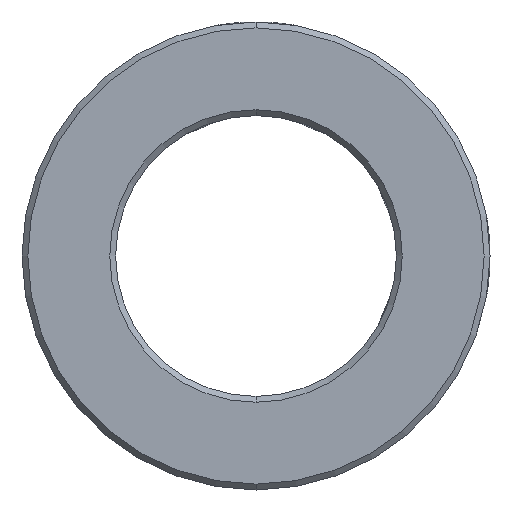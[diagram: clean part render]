
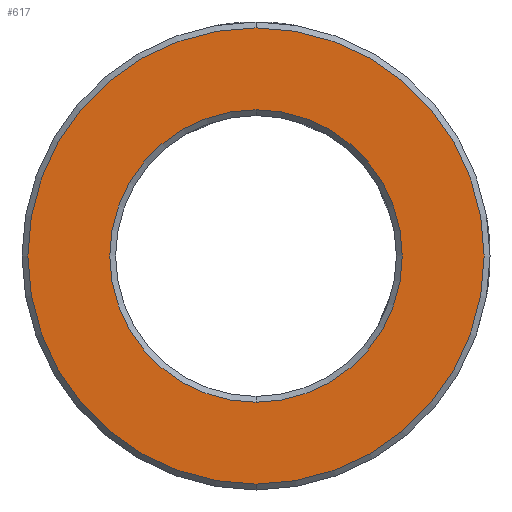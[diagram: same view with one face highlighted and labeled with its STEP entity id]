
A CAD part, front view. The second image highlights one B-rep face of the part: STEP entity #617.
In plain terms, the highlighted planar face has unit normal (0, -1, 0).
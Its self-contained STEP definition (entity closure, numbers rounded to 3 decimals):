
#31 = VERTEX_POINT ( 'NONE', #584 ) ;
#37 = EDGE_CURVE ( 'NONE', #704, #31, #267, .T. ) ;
#38 = DIRECTION ( 'NONE',  ( 0., 1., 0. ) ) ;
#55 = CARTESIAN_POINT ( 'NONE',  ( 0., 0., 0. ) ) ;
#63 = ORIENTED_EDGE ( 'NONE', *, *, #206, .T. ) ;
#95 = DIRECTION ( 'NONE',  ( 0., 0., 1. ) ) ;
#133 = DIRECTION ( 'NONE',  ( 0., -1., 0. ) ) ;
#206 = EDGE_CURVE ( 'NONE', #31, #704, #302, .T. ) ;
#239 = ORIENTED_EDGE ( 'NONE', *, *, #37, .T. ) ;
#267 = CIRCLE ( 'NONE', #424, 6.25 ) ;
#275 = DIRECTION ( 'NONE',  ( 0., 0., 1. ) ) ;
#302 = CIRCLE ( 'NONE', #671, 6.25 ) ;
#335 = FACE_OUTER_BOUND ( 'NONE', #432, .T. ) ;
#344 = FACE_BOUND ( 'NONE', #867, .T. ) ;
#351 = DIRECTION ( 'NONE',  ( 0., -1., 0. ) ) ;
#418 = CARTESIAN_POINT ( 'NONE',  ( 0., 0., 0. ) ) ;
#424 = AXIS2_PLACEMENT_3D ( 'NONE', #503, #512, #804 ) ;
#428 = CARTESIAN_POINT ( 'NONE',  ( 0., 0., -6.25 ) ) ;
#432 = EDGE_LOOP ( 'NONE', ( #576, #651 ) ) ;
#447 = EDGE_CURVE ( 'NONE', #861, #506, #748, .T. ) ;
#501 = AXIS2_PLACEMENT_3D ( 'NONE', #418, #38, #275 ) ;
#503 = CARTESIAN_POINT ( 'NONE',  ( 0., 0., 0. ) ) ;
#506 = VERTEX_POINT ( 'NONE', #690 ) ;
#512 = DIRECTION ( 'NONE',  ( 0., 1., 0. ) ) ;
#515 = AXIS2_PLACEMENT_3D ( 'NONE', #646, #133, #650 ) ;
#576 = ORIENTED_EDGE ( 'NONE', *, *, #893, .T. ) ;
#584 = CARTESIAN_POINT ( 'NONE',  ( 0., 0., 6.25 ) ) ;
#598 = AXIS2_PLACEMENT_3D ( 'NONE', #55, #351, #721 ) ;
#617 = ADVANCED_FACE ( 'NONE', ( #344, #335 ), #931, .F. ) ;
#646 = CARTESIAN_POINT ( 'NONE',  ( 0., 0., 0. ) ) ;
#650 = DIRECTION ( 'NONE',  ( 0., 0., 1. ) ) ;
#651 = ORIENTED_EDGE ( 'NONE', *, *, #447, .T. ) ;
#671 = AXIS2_PLACEMENT_3D ( 'NONE', #887, #892, #95 ) ;
#690 = CARTESIAN_POINT ( 'NONE',  ( 0., 0., 9.75 ) ) ;
#704 = VERTEX_POINT ( 'NONE', #428 ) ;
#707 = CARTESIAN_POINT ( 'NONE',  ( 0., 0., -9.75 ) ) ;
#721 = DIRECTION ( 'NONE',  ( 0., 0., 1. ) ) ;
#748 = CIRCLE ( 'NONE', #598, 9.75 ) ;
#804 = DIRECTION ( 'NONE',  ( 0., 0., 1. ) ) ;
#861 = VERTEX_POINT ( 'NONE', #707 ) ;
#867 = EDGE_LOOP ( 'NONE', ( #239, #63 ) ) ;
#887 = CARTESIAN_POINT ( 'NONE',  ( 0., 0., 0. ) ) ;
#892 = DIRECTION ( 'NONE',  ( 0., 1., 0. ) ) ;
#893 = EDGE_CURVE ( 'NONE', #506, #861, #898, .T. ) ;
#898 = CIRCLE ( 'NONE', #515, 9.75 ) ;
#931 = PLANE ( 'NONE',  #501 ) ;
